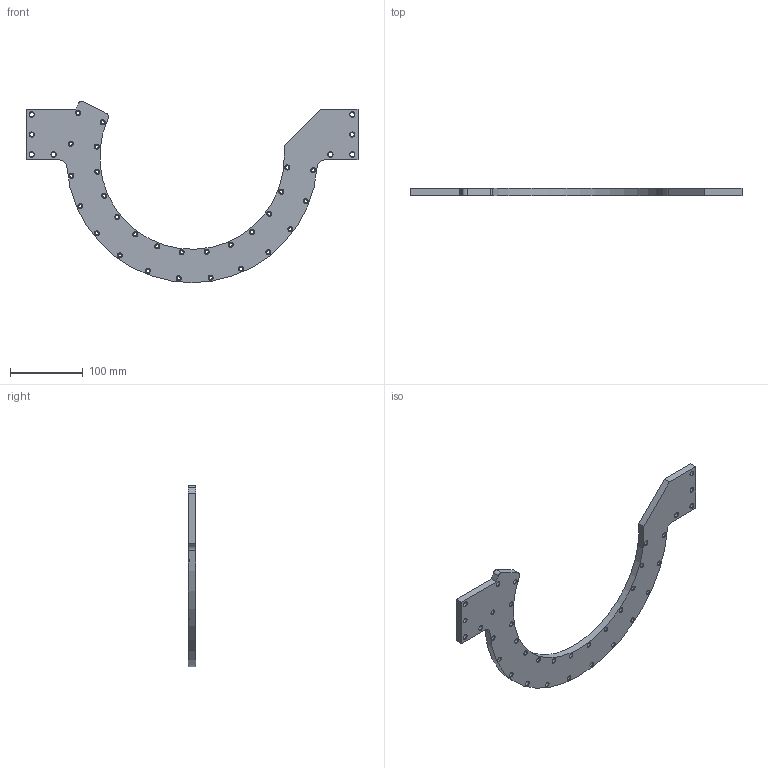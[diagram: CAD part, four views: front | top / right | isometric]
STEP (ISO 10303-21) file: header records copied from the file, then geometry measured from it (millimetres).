
FILE_DESCRIPTION(/* description */ (''),/* implementation_level */ '2;1');
FILE_NAME(/* name */ 'GETOUT_STAVE_74.stp',/* time_stamp */ '2018-09-20T13:56:27+02:00',/* author */ (''),/* organization */ (''),/* preprocessor_version */ 'ST-DEVELOPER v16.7',/* originating_system */ 'SIEMENS PLM Software NX 12.0',/* authorisation */ '');
FILE_SCHEMA (('AUTOMOTIVE_DESIGN { 1 0 10303 214 3 1 1 1 }'));
Length unit declared in the file: millimetre
Products named in the file (1): bezA730AE56ccvu
Bounding box: 457 x 10 x 249.78 mm (x, y, z)
Volume: 337967 mm3; surface area: 89617.7 mm2
Topology: 1 solids, 1 shells, 403 faces, 963 edges, 618 vertices
Faces by surface type: plane 222, cone 72, cylinder 71, extrusion 38
Full cylindrical faces by diameter (mm): 4.5 x28, 6 x30, 6.5 x6
Entity records: 12461 total; most frequent: CARTESIAN_POINT 4051, ORIENTED_EDGE 1654, DIRECTION 1425, EDGE_CURVE 827, EDGE_LOOP 667, VERTEX_POINT 618, AXIS2_PLACEMENT_3D 580, FACE_BOUND 436
